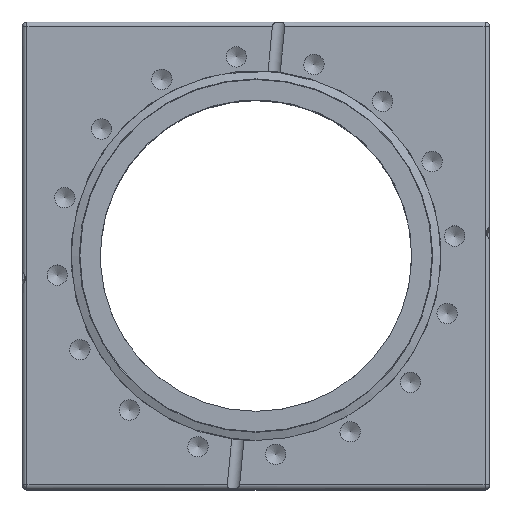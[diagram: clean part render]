
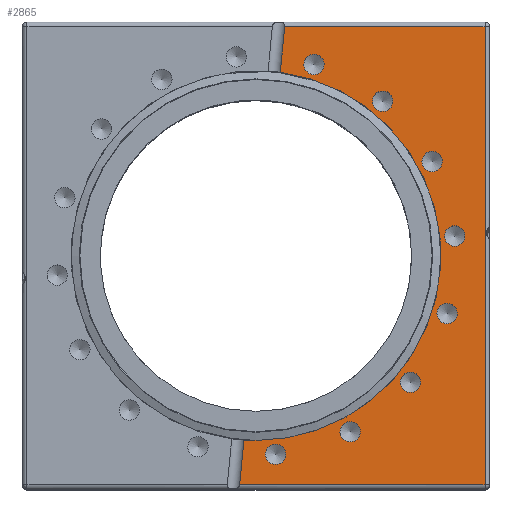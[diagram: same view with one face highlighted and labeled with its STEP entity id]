
A CAD part, top view. The second image highlights one B-rep face of the part: STEP entity #2865.
In plain terms, the highlighted planar face has unit normal (0, 0, 1).
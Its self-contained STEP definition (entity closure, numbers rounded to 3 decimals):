
#921=CARTESIAN_POINT('',(74.7,74.7,76.2));
#922=VERTEX_POINT('',#921);
#930=CARTESIAN_POINT('',(74.7,-74.7,76.2));
#931=VERTEX_POINT('',#930);
#932=CARTESIAN_POINT('',(74.7,74.7,76.2));
#933=DIRECTION('',(0.0,-1.0,0.0));
#934=VECTOR('',#933,149.4);
#935=LINE('',#932,#934);
#936=EDGE_CURVE('',#922,#931,#935,.T.);
#2509=CARTESIAN_POINT('',(-5.348,-74.7,76.2));
#2510=VERTEX_POINT('',#2509);
#2559=CARTESIAN_POINT('',(-3.917,-60.173,76.2));
#2560=VERTEX_POINT('',#2559);
#2561=CARTESIAN_POINT('',(-3.917,-60.173,76.2));
#2562=DIRECTION('',(-0.098,-0.995,0.0));
#2563=VECTOR('',#2562,14.598);
#2564=LINE('',#2561,#2563);
#2565=EDGE_CURVE('',#2560,#2510,#2564,.T.);
#2739=CARTESIAN_POINT('',(0.0,0.,76.2));
#2740=DIRECTION('',(0.0,0.0,1.0));
#2741=DIRECTION('',(1.0,0.0,0.0));
#2742=AXIS2_PLACEMENT_3D('',#2739,#2740,#2741);
#2743=PLANE('',#2742);
#2744=ORIENTED_EDGE('',*,*,#2565,.T.);
#2745=CARTESIAN_POINT('',(74.7,-74.7,76.2));
#2746=DIRECTION('',(-1.0,0.0,0.0));
#2747=VECTOR('',#2746,80.048);
#2748=LINE('',#2745,#2747);
#2749=EDGE_CURVE('',#931,#2510,#2748,.T.);
#2750=ORIENTED_EDGE('',*,*,#2749,.F.);
#2751=ORIENTED_EDGE('',*,*,#936,.F.);
#2752=CARTESIAN_POINT('',(9.367,74.7,76.2));
#2753=VERTEX_POINT('',#2752);
#2754=CARTESIAN_POINT('',(9.367,74.7,76.2));
#2755=DIRECTION('',(1.0,0.0,0.0));
#2756=VECTOR('',#2755,65.333);
#2757=LINE('',#2754,#2756);
#2758=EDGE_CURVE('',#2753,#922,#2757,.T.);
#2759=ORIENTED_EDGE('',*,*,#2758,.F.);
#2760=CARTESIAN_POINT('',(7.898,59.781,76.2));
#2761=VERTEX_POINT('',#2760);
#2762=CARTESIAN_POINT('',(9.367,74.7,76.2));
#2763=DIRECTION('',(-0.098,-0.995,0.0));
#2764=VECTOR('',#2763,14.992);
#2765=LINE('',#2762,#2764);
#2766=EDGE_CURVE('',#2753,#2761,#2765,.T.);
#2767=ORIENTED_EDGE('',*,*,#2766,.T.);
#2768=CARTESIAN_POINT('',(0.0,0.,76.2));
#2769=DIRECTION('',(0.0,0.0,-1.0));
#2770=DIRECTION('',(0.0,-1.0,0.0));
#2771=AXIS2_PLACEMENT_3D('',#2768,#2769,#2770);
#2772=CIRCLE('',#2771,60.3);
#2773=EDGE_CURVE('',#2761,#2560,#2772,.T.);
#2774=ORIENTED_EDGE('',*,*,#2773,.T.);
#2775=EDGE_LOOP('',(#2744,#2750,#2751,#2759,#2767,#2774));
#2776=FACE_OUTER_BOUND('',#2775,.T.);
#2777=CARTESIAN_POINT('',(9.709,-64.836,76.2));
#2778=VERTEX_POINT('',#2777);
#2779=CARTESIAN_POINT('',(6.386,-64.836,76.2));
#2780=DIRECTION('',(0.0,0.0,-1.0));
#2781=DIRECTION('',(1.0,0.0,0.0));
#2782=AXIS2_PLACEMENT_3D('',#2779,#2780,#2781);
#2783=CIRCLE('',#2782,3.324);
#2784=EDGE_CURVE('',#2778,#2778,#2783,.T.);
#2785=ORIENTED_EDGE('',*,*,#2784,.T.);
#2786=EDGE_LOOP('',(#2785));
#2787=FACE_BOUND('',#2786,.T.);
#2788=CARTESIAN_POINT('',(33.782,-56.185,76.2));
#2789=VERTEX_POINT('',#2788);
#2790=CARTESIAN_POINT('',(30.711,-57.457,76.2));
#2791=DIRECTION('',(0.,0.,-1.));
#2792=DIRECTION('',(0.924,0.383,0.));
#2793=AXIS2_PLACEMENT_3D('',#2790,#2791,#2792);
#2794=CIRCLE('',#2793,3.324);
#2795=EDGE_CURVE('',#2789,#2789,#2794,.T.);
#2796=ORIENTED_EDGE('',*,*,#2795,.T.);
#2797=EDGE_LOOP('',(#2796));
#2798=FACE_BOUND('',#2797,.T.);
#2799=CARTESIAN_POINT('',(52.712,-38.981,76.2));
#2800=VERTEX_POINT('',#2799);
#2801=CARTESIAN_POINT('',(50.362,-41.331,76.2));
#2802=DIRECTION('',(0.,0.,-1.));
#2803=DIRECTION('',(0.707,0.707,0.));
#2804=AXIS2_PLACEMENT_3D('',#2801,#2802,#2803);
#2805=CIRCLE('',#2804,3.324);
#2806=EDGE_CURVE('',#2800,#2800,#2805,.T.);
#2807=ORIENTED_EDGE('',*,*,#2806,.T.);
#2808=EDGE_LOOP('',(#2807));
#2809=FACE_BOUND('',#2808,.T.);
#2810=CARTESIAN_POINT('',(63.617,-15.842,76.2));
#2811=VERTEX_POINT('',#2810);
#2812=CARTESIAN_POINT('',(62.345,-18.912,76.2));
#2813=DIRECTION('',(0.,0.,-1.0));
#2814=DIRECTION('',(0.383,0.924,0.));
#2815=AXIS2_PLACEMENT_3D('',#2812,#2813,#2814);
#2816=CIRCLE('',#2815,3.324);
#2817=EDGE_CURVE('',#2811,#2811,#2816,.T.);
#2818=ORIENTED_EDGE('',*,*,#2817,.T.);
#2819=EDGE_LOOP('',(#2818));
#2820=FACE_BOUND('',#2819,.T.);
#2821=CARTESIAN_POINT('',(64.836,9.709,76.2));
#2822=VERTEX_POINT('',#2821);
#2823=CARTESIAN_POINT('',(64.836,6.386,76.2));
#2824=DIRECTION('',(0.0,0.0,-1.0));
#2825=DIRECTION('',(0.0,1.0,0.0));
#2826=AXIS2_PLACEMENT_3D('',#2823,#2824,#2825);
#2827=CIRCLE('',#2826,3.324);
#2828=EDGE_CURVE('',#2822,#2822,#2827,.T.);
#2829=ORIENTED_EDGE('',*,*,#2828,.T.);
#2830=EDGE_LOOP('',(#2829));
#2831=FACE_BOUND('',#2830,.T.);
#2832=CARTESIAN_POINT('',(56.185,33.782,76.2));
#2833=VERTEX_POINT('',#2832);
#2834=CARTESIAN_POINT('',(57.457,30.711,76.2));
#2835=DIRECTION('',(0.,0.,-1.0));
#2836=DIRECTION('',(-0.383,0.924,0.));
#2837=AXIS2_PLACEMENT_3D('',#2834,#2835,#2836);
#2838=CIRCLE('',#2837,3.324);
#2839=EDGE_CURVE('',#2833,#2833,#2838,.T.);
#2840=ORIENTED_EDGE('',*,*,#2839,.T.);
#2841=EDGE_LOOP('',(#2840));
#2842=FACE_BOUND('',#2841,.T.);
#2843=CARTESIAN_POINT('',(38.981,52.712,76.2));
#2844=VERTEX_POINT('',#2843);
#2845=CARTESIAN_POINT('',(41.331,50.362,76.2));
#2846=DIRECTION('',(0.,0.,-1.0));
#2847=DIRECTION('',(-0.707,0.707,0.));
#2848=AXIS2_PLACEMENT_3D('',#2845,#2846,#2847);
#2849=CIRCLE('',#2848,3.324);
#2850=EDGE_CURVE('',#2844,#2844,#2849,.T.);
#2851=ORIENTED_EDGE('',*,*,#2850,.T.);
#2852=EDGE_LOOP('',(#2851));
#2853=FACE_BOUND('',#2852,.T.);
#2854=CARTESIAN_POINT('',(15.842,63.617,76.2));
#2855=VERTEX_POINT('',#2854);
#2856=CARTESIAN_POINT('',(18.912,62.345,76.2));
#2857=DIRECTION('',(0.,0.,-1.0));
#2858=DIRECTION('',(-0.924,0.383,0.));
#2859=AXIS2_PLACEMENT_3D('',#2856,#2857,#2858);
#2860=CIRCLE('',#2859,3.324);
#2861=EDGE_CURVE('',#2855,#2855,#2860,.T.);
#2862=ORIENTED_EDGE('',*,*,#2861,.T.);
#2863=EDGE_LOOP('',(#2862));
#2864=FACE_BOUND('',#2863,.T.);
#2865=ADVANCED_FACE('',(#2776,#2787,#2798,#2809,#2820,#2831,#2842,#2853,#2864),#2743,.T.);
